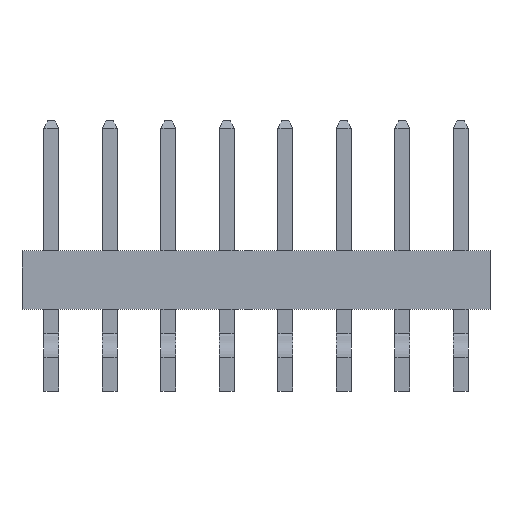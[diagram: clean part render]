
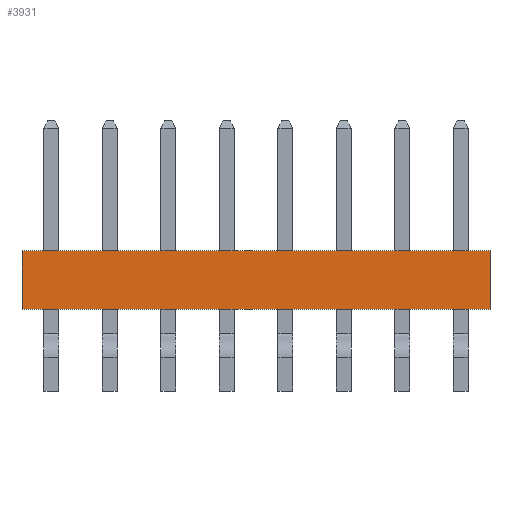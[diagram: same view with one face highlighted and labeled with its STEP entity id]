
A CAD part, top view. The second image highlights one B-rep face of the part: STEP entity #3931.
In plain terms, the highlighted planar face has unit normal (0, 0, 1).
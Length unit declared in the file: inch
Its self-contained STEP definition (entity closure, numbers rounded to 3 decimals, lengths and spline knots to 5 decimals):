
#724=ORIENTED_EDGE('',*,*,#1566,.T.);
#725=ORIENTED_EDGE('',*,*,#1567,.F.);
#726=ORIENTED_EDGE('',*,*,#1568,.F.);
#727=ORIENTED_EDGE('',*,*,#1563,.T.);
#1563=EDGE_CURVE('',#2034,#2033,#2435,.T.);
#1566=EDGE_CURVE('',#2033,#2036,#2438,.T.);
#1567=EDGE_CURVE('',#2037,#2036,#2439,.T.);
#1568=EDGE_CURVE('',#2034,#2037,#2440,.T.);
#2033=VERTEX_POINT('',#5995);
#2034=VERTEX_POINT('',#5997);
#2036=VERTEX_POINT('',#6003);
#2037=VERTEX_POINT('',#6005);
#2435=LINE('',#5996,#2939);
#2438=LINE('',#6002,#2942);
#2439=LINE('',#6004,#2943);
#2440=LINE('',#6006,#2944);
#2939=VECTOR('',#4913,39.37008);
#2942=VECTOR('',#4918,39.37008);
#2943=VECTOR('',#4919,39.37008);
#2944=VECTOR('',#4920,39.37008);
#3313=EDGE_LOOP('',(#724,#725,#726,#727));
#3535=FACE_BOUND('',#3313,.T.);
#3725=PLANE('',#4241);
#3931=ADVANCED_FACE('',(#3535),#3725,.F.);
#4241=AXIS2_PLACEMENT_3D('',#6001,#4916,#4917);
#4913=DIRECTION('',(0.,-1.,0.));
#4916=DIRECTION('',(0.,0.,-1.));
#4917=DIRECTION('',(-1.,0.,0.));
#4918=DIRECTION('',(1.,0.,0.));
#4919=DIRECTION('',(0.,-1.,0.));
#4920=DIRECTION('',(1.,0.,0.));
#5995=CARTESIAN_POINT('',(-0.31496,0.,0.03935));
#5996=CARTESIAN_POINT('',(-0.31496,0.07874,0.03935));
#5997=CARTESIAN_POINT('',(-0.31496,0.07874,0.03935));
#6001=CARTESIAN_POINT('',(-0.31496,0.07874,0.03935));
#6002=CARTESIAN_POINT('',(-0.31496,0.,0.03935));
#6003=CARTESIAN_POINT('',(0.31496,0.,0.03935));
#6004=CARTESIAN_POINT('',(0.31496,0.07874,0.03935));
#6005=CARTESIAN_POINT('',(0.31496,0.07874,0.03935));
#6006=CARTESIAN_POINT('',(-0.31496,0.07874,0.03935));
